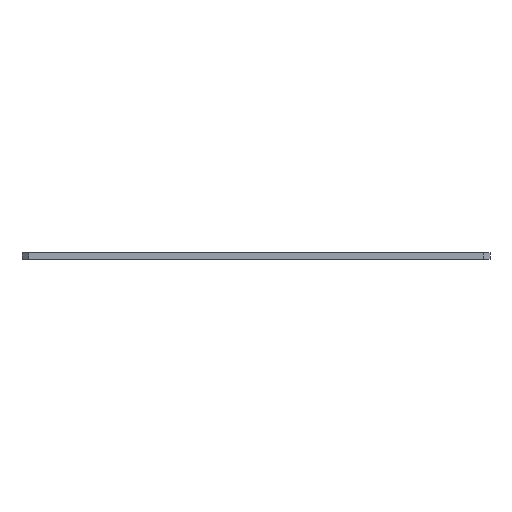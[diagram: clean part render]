
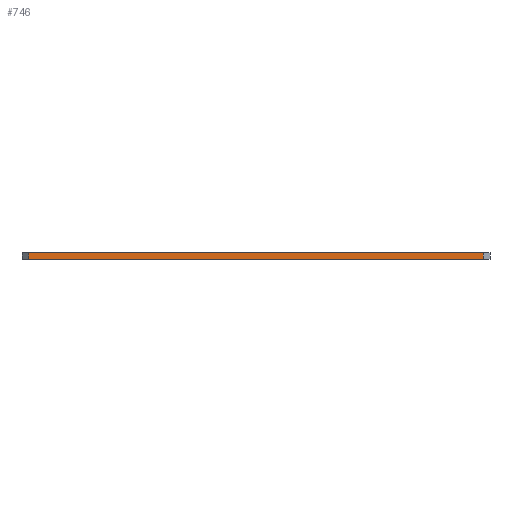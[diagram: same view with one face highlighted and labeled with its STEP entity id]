
A CAD part, front view. The second image highlights one B-rep face of the part: STEP entity #746.
In plain terms, the highlighted planar face has unit normal (0, -1, 0).
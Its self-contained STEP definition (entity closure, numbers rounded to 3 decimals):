
#27 = VECTOR ( 'NONE', #226, 1000. ) ;
#39 = CARTESIAN_POINT ( 'NONE',  ( 2., -135., 0. ) ) ;
#55 = CARTESIAN_POINT ( 'NONE',  ( 133., -135., 0. ) ) ;
#78 = AXIS2_PLACEMENT_3D ( 'NONE', #525, #517, #387 ) ;
#141 = EDGE_CURVE ( 'NONE', #549, #266, #212, .T. ) ;
#155 = EDGE_CURVE ( 'NONE', #408, #269, #327, .T. ) ;
#163 = ORIENTED_EDGE ( 'NONE', *, *, #155, .T. ) ;
#165 = CARTESIAN_POINT ( 'NONE',  ( 2., -135., -2. ) ) ;
#166 = CARTESIAN_POINT ( 'NONE',  ( 133., -135., -2. ) ) ;
#185 = PLANE ( 'NONE',  #78 ) ;
#193 = EDGE_CURVE ( 'NONE', #549, #408, #234, .T. ) ;
#212 = LINE ( 'NONE', #849, #748 ) ;
#226 = DIRECTION ( 'NONE',  ( 0., 0., -1. ) ) ;
#234 = LINE ( 'NONE', #166, #662 ) ;
#238 = CARTESIAN_POINT ( 'NONE',  ( 2., -135., -2. ) ) ;
#244 = ORIENTED_EDGE ( 'NONE', *, *, #193, .T. ) ;
#266 = VERTEX_POINT ( 'NONE', #238 ) ;
#269 = VERTEX_POINT ( 'NONE', #39 ) ;
#290 = DIRECTION ( 'NONE',  ( 0., 0., 1. ) ) ;
#327 = LINE ( 'NONE', #536, #341 ) ;
#341 = VECTOR ( 'NONE', #794, 1000. ) ;
#386 = EDGE_LOOP ( 'NONE', ( #775, #244, #163, #434 ) ) ;
#387 = DIRECTION ( 'NONE',  ( 0., 0., 1. ) ) ;
#408 = VERTEX_POINT ( 'NONE', #55 ) ;
#434 = ORIENTED_EDGE ( 'NONE', *, *, #573, .T. ) ;
#517 = DIRECTION ( 'NONE',  ( 0., 1., 0. ) ) ;
#525 = CARTESIAN_POINT ( 'NONE',  ( 0., -135., -2. ) ) ;
#536 = CARTESIAN_POINT ( 'NONE',  ( 0., -135., 0. ) ) ;
#549 = VERTEX_POINT ( 'NONE', #735 ) ;
#573 = EDGE_CURVE ( 'NONE', #269, #266, #627, .T. ) ;
#627 = LINE ( 'NONE', #165, #27 ) ;
#662 = VECTOR ( 'NONE', #290, 1000. ) ;
#735 = CARTESIAN_POINT ( 'NONE',  ( 133., -135., -2. ) ) ;
#746 = ADVANCED_FACE ( 'NONE', ( #781 ), #185, .F. ) ;
#748 = VECTOR ( 'NONE', #782, 1000. ) ;
#775 = ORIENTED_EDGE ( 'NONE', *, *, #141, .F. ) ;
#781 = FACE_OUTER_BOUND ( 'NONE', #386, .T. ) ;
#782 = DIRECTION ( 'NONE',  ( -1., 0., 0. ) ) ;
#794 = DIRECTION ( 'NONE',  ( -1., 0., 0. ) ) ;
#849 = CARTESIAN_POINT ( 'NONE',  ( 0., -135., -2. ) ) ;
